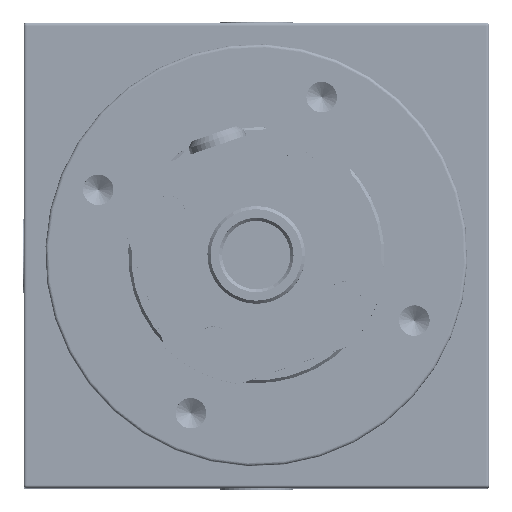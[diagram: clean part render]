
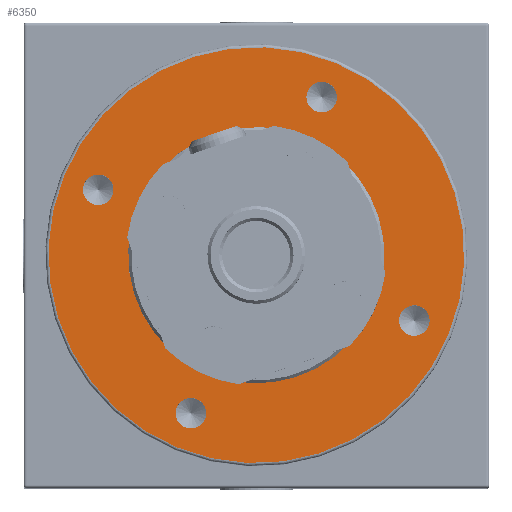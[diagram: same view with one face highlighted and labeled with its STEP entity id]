
A CAD part, top view. The second image highlights one B-rep face of the part: STEP entity #6350.
In plain terms, the highlighted face is planar.
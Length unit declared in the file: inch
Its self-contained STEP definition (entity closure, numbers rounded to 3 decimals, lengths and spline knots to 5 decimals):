
#3717 = CARTESIAN_POINT ( 'NONE',  ( -0.04921, 0.55118, -0.355 ) ) ;
#3947 = CARTESIAN_POINT ( 'NONE',  ( 0.55118, 0., -0.355 ) ) ;
#4000 = DIRECTION ( 'NONE',  ( 0., 0., -1. ) ) ;
#5115 = EDGE_LOOP ( 'NONE', ( #55912, #25224 ) ) ;
#6159 = CIRCLE ( 'NONE', #13908, 0.04921 ) ;
#6350 = ADVANCED_FACE ( 'NONE', ( #36119, #73259, #38374, #17481, #21913, #89822 ), #85809, .T. ) ;
#7613 = CIRCLE ( 'NONE', #55873, 0.04921 ) ;
#8140 = CIRCLE ( 'NONE', #74783, 0.67 ) ;
#8442 = DIRECTION ( 'NONE',  ( 0., 0., -1. ) ) ;
#8558 = EDGE_CURVE ( 'NONE', #61200, #40409, #19518, .T. ) ;
#9057 = DIRECTION ( 'NONE',  ( 0., 0., 1. ) ) ;
#9297 = DIRECTION ( 'NONE',  ( 0., 0., -1. ) ) ;
#9932 = EDGE_LOOP ( 'NONE', ( #21135, #71933 ) ) ;
#10680 = CARTESIAN_POINT ( 'NONE',  ( -0.55118, 0., -0.355 ) ) ;
#11079 = DIRECTION ( 'NONE',  ( -1., 0., 0. ) ) ;
#11986 = CARTESIAN_POINT ( 'NONE',  ( 0.04921, 0.55118, -0.355 ) ) ;
#12420 = CARTESIAN_POINT ( 'NONE',  ( 0., 0., -0.355 ) ) ;
#12599 = CARTESIAN_POINT ( 'NONE',  ( 0., 0.55118, -0.355 ) ) ;
#13780 = VERTEX_POINT ( 'NONE', #15035 ) ;
#13908 = AXIS2_PLACEMENT_3D ( 'NONE', #12599, #61630, #19732 ) ;
#14225 = EDGE_CURVE ( 'NONE', #24480, #31045, #40623, .T. ) ;
#15035 = CARTESIAN_POINT ( 'NONE',  ( 0.41289, 0., -0.355 ) ) ;
#15697 = CARTESIAN_POINT ( 'NONE',  ( 0., -0.55118, -0.355 ) ) ;
#17375 = CIRCLE ( 'NONE', #51050, 0.41289 ) ;
#17481 = FACE_BOUND ( 'NONE', #5115, .T. ) ;
#17806 = DIRECTION ( 'NONE',  ( -1., 0., 0. ) ) ;
#18011 = CARTESIAN_POINT ( 'NONE',  ( -0.50197, 0., -0.355 ) ) ;
#19518 = CIRCLE ( 'NONE', #79978, 0.04921 ) ;
#19532 = DIRECTION ( 'NONE',  ( -1., 0., 0. ) ) ;
#19732 = DIRECTION ( 'NONE',  ( -1., 0., 0. ) ) ;
#19840 = AXIS2_PLACEMENT_3D ( 'NONE', #10680, #59739, #17806 ) ;
#20539 = CARTESIAN_POINT ( 'NONE',  ( -0.60039, 0., -0.355 ) ) ;
#21135 = ORIENTED_EDGE ( 'NONE', *, *, #58436, .T. ) ;
#21204 = DIRECTION ( 'NONE',  ( 0., 0., -1. ) ) ;
#21913 = FACE_BOUND ( 'NONE', #66898, .T. ) ;
#22810 = DIRECTION ( 'NONE',  ( -1., 0., 0. ) ) ;
#23468 = ORIENTED_EDGE ( 'NONE', *, *, #25238, .F. ) ;
#23916 = EDGE_LOOP ( 'NONE', ( #91117, #78194 ) ) ;
#24265 = EDGE_CURVE ( 'NONE', #29019, #13780, #60469, .T. ) ;
#24480 = VERTEX_POINT ( 'NONE', #18011 ) ;
#25224 = ORIENTED_EDGE ( 'NONE', *, *, #35996, .F. ) ;
#25238 = EDGE_CURVE ( 'NONE', #31045, #24480, #83498, .T. ) ;
#25534 = VERTEX_POINT ( 'NONE', #47808 ) ;
#28282 = AXIS2_PLACEMENT_3D ( 'NONE', #46154, #4000, #53162 ) ;
#28789 = DIRECTION ( 'NONE',  ( 0., 0., 1. ) ) ;
#29019 = VERTEX_POINT ( 'NONE', #82484 ) ;
#29749 = AXIS2_PLACEMENT_3D ( 'NONE', #51105, #9057, #58160 ) ;
#31045 = VERTEX_POINT ( 'NONE', #20539 ) ;
#31111 = AXIS2_PLACEMENT_3D ( 'NONE', #63047, #21204, #70046 ) ;
#31658 = CIRCLE ( 'NONE', #78179, 0.04921 ) ;
#34610 = EDGE_CURVE ( 'NONE', #13780, #29019, #17375, .T. ) ;
#35996 = EDGE_CURVE ( 'NONE', #87746, #73437, #56541, .T. ) ;
#36119 = FACE_OUTER_BOUND ( 'NONE', #9932, .T. ) ;
#36853 = EDGE_CURVE ( 'NONE', #53330, #40164, #7613, .T. ) ;
#38374 = FACE_BOUND ( 'NONE', #66751, .T. ) ;
#38924 = DIRECTION ( 'NONE',  ( -1., 0., 0. ) ) ;
#39032 = DIRECTION ( 'NONE',  ( 0., 0., -1. ) ) ;
#39133 = CARTESIAN_POINT ( 'NONE',  ( 0.55118, 0., -0.355 ) ) ;
#39753 = VERTEX_POINT ( 'NONE', #56465 ) ;
#40164 = VERTEX_POINT ( 'NONE', #11986 ) ;
#40409 = VERTEX_POINT ( 'NONE', #73394 ) ;
#40623 = CIRCLE ( 'NONE', #31111, 0.04921 ) ;
#41549 = EDGE_CURVE ( 'NONE', #25534, #39753, #42178, .T. ) ;
#42178 = CIRCLE ( 'NONE', #47352, 0.67 ) ;
#46154 = CARTESIAN_POINT ( 'NONE',  ( 0., -0.55118, -0.355 ) ) ;
#47024 = CARTESIAN_POINT ( 'NONE',  ( 0.04921, -0.55118, -0.355 ) ) ;
#47352 = AXIS2_PLACEMENT_3D ( 'NONE', #51359, #9297, #58407 ) ;
#47808 = CARTESIAN_POINT ( 'NONE',  ( 0.67, 0., -0.355 ) ) ;
#50525 = CARTESIAN_POINT ( 'NONE',  ( 0., 0.55118, -0.355 ) ) ;
#50800 = EDGE_CURVE ( 'NONE', #40164, #53330, #6159, .T. ) ;
#51050 = AXIS2_PLACEMENT_3D ( 'NONE', #70581, #28789, #77641 ) ;
#51105 = CARTESIAN_POINT ( 'NONE',  ( 0., 0., -0.355 ) ) ;
#51359 = CARTESIAN_POINT ( 'NONE',  ( 0., 0., -0.355 ) ) ;
#53111 = DIRECTION ( 'NONE',  ( 0., 0., -1. ) ) ;
#53162 = DIRECTION ( 'NONE',  ( -1., 0., 0. ) ) ;
#53330 = VERTEX_POINT ( 'NONE', #3717 ) ;
#54647 = AXIS2_PLACEMENT_3D ( 'NONE', #15697, #64711, #22810 ) ;
#55119 = ORIENTED_EDGE ( 'NONE', *, *, #36853, .F. ) ;
#55873 = AXIS2_PLACEMENT_3D ( 'NONE', #50525, #8442, #57531 ) ;
#55912 = ORIENTED_EDGE ( 'NONE', *, *, #76088, .F. ) ;
#56465 = CARTESIAN_POINT ( 'NONE',  ( -0.67, 0., -0.355 ) ) ;
#56541 = CIRCLE ( 'NONE', #28282, 0.04921 ) ;
#56952 = CIRCLE ( 'NONE', #54647, 0.04921 ) ;
#57531 = DIRECTION ( 'NONE',  ( -1., 0., 0. ) ) ;
#58160 = DIRECTION ( 'NONE',  ( 1., 0., 0. ) ) ;
#58407 = DIRECTION ( 'NONE',  ( -1., 0., 0. ) ) ;
#58436 = EDGE_CURVE ( 'NONE', #39753, #25534, #8140, .T. ) ;
#59739 = DIRECTION ( 'NONE',  ( 0., 0., -1. ) ) ;
#60469 = CIRCLE ( 'NONE', #29749, 0.41289 ) ;
#61200 = VERTEX_POINT ( 'NONE', #78766 ) ;
#61434 = DIRECTION ( 'NONE',  ( 0., 0., -1. ) ) ;
#61630 = DIRECTION ( 'NONE',  ( 0., 0., -1. ) ) ;
#62259 = ORIENTED_EDGE ( 'NONE', *, *, #8558, .F. ) ;
#63047 = CARTESIAN_POINT ( 'NONE',  ( -0.55118, 0., -0.355 ) ) ;
#64711 = DIRECTION ( 'NONE',  ( 0., 0., -1. ) ) ;
#66751 = EDGE_LOOP ( 'NONE', ( #62259, #80171 ) ) ;
#66898 = EDGE_LOOP ( 'NONE', ( #23468, #80012 ) ) ;
#70046 = DIRECTION ( 'NONE',  ( -1., 0., 0. ) ) ;
#70444 = CARTESIAN_POINT ( 'NONE',  ( -0.04921, -0.55118, -0.355 ) ) ;
#70581 = CARTESIAN_POINT ( 'NONE',  ( 0., 0., -0.355 ) ) ;
#71933 = ORIENTED_EDGE ( 'NONE', *, *, #41549, .T. ) ;
#73259 = FACE_BOUND ( 'NONE', #73938, .T. ) ;
#73394 = CARTESIAN_POINT ( 'NONE',  ( 0.60039, 0., -0.355 ) ) ;
#73437 = VERTEX_POINT ( 'NONE', #70444 ) ;
#73938 = EDGE_LOOP ( 'NONE', ( #55119, #87647 ) ) ;
#74783 = AXIS2_PLACEMENT_3D ( 'NONE', #12420, #61434, #19532 ) ;
#76088 = EDGE_CURVE ( 'NONE', #73437, #87746, #56952, .T. ) ;
#77641 = DIRECTION ( 'NONE',  ( 1., 0., 0. ) ) ;
#77668 = EDGE_CURVE ( 'NONE', #40409, #61200, #31658, .T. ) ;
#78179 = AXIS2_PLACEMENT_3D ( 'NONE', #3947, #53111, #11079 ) ;
#78194 = ORIENTED_EDGE ( 'NONE', *, *, #24265, .T. ) ;
#78766 = CARTESIAN_POINT ( 'NONE',  ( 0.50197, 0., -0.355 ) ) ;
#79978 = AXIS2_PLACEMENT_3D ( 'NONE', #39133, #39032, #38924 ) ;
#80012 = ORIENTED_EDGE ( 'NONE', *, *, #14225, .F. ) ;
#80171 = ORIENTED_EDGE ( 'NONE', *, *, #77668, .F. ) ;
#82484 = CARTESIAN_POINT ( 'NONE',  ( -0.41289, 0., -0.355 ) ) ;
#83498 = CIRCLE ( 'NONE', #19840, 0.04921 ) ;
#85079 = DIRECTION ( 'NONE',  ( -1., 0., 0. ) ) ;
#85190 = DIRECTION ( 'NONE',  ( 0., 0., -1. ) ) ;
#85809 = PLANE ( 'NONE',  #89816 ) ;
#87415 = CARTESIAN_POINT ( 'NONE',  ( 0., 0., -0.355 ) ) ;
#87647 = ORIENTED_EDGE ( 'NONE', *, *, #50800, .F. ) ;
#87746 = VERTEX_POINT ( 'NONE', #47024 ) ;
#89816 = AXIS2_PLACEMENT_3D ( 'NONE', #87415, #85190, #85079 ) ;
#89822 = FACE_BOUND ( 'NONE', #23916, .T. ) ;
#91117 = ORIENTED_EDGE ( 'NONE', *, *, #34610, .T. ) ;
